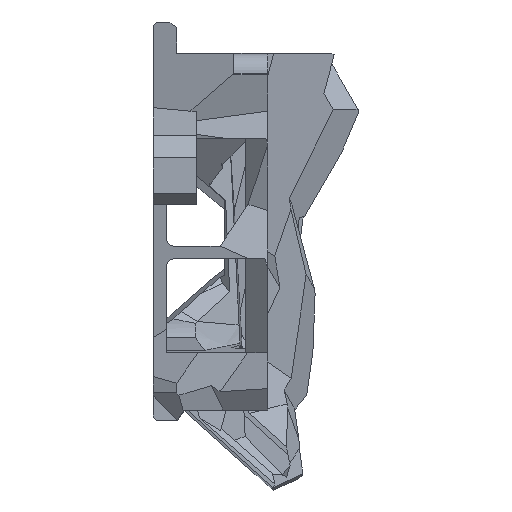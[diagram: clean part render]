
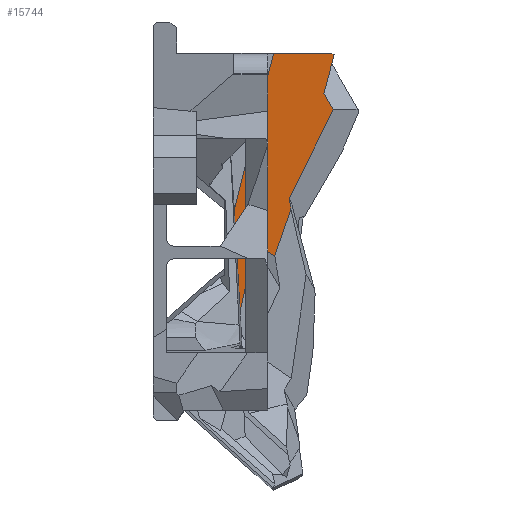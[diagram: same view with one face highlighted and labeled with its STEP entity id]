
A CAD part, left-side view. The second image highlights one B-rep face of the part: STEP entity #15744.
In plain terms, the highlighted planar face has unit normal (-0.997, 0.052, -0.056).
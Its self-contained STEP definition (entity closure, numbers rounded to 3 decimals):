
#107 = EDGE_CURVE ( 'NONE', #6653, #18639, #5393, .T. ) ;
#314 = ORIENTED_EDGE ( 'NONE', *, *, #17908, .T. ) ;
#382 = CARTESIAN_POINT ( 'NONE',  ( 26.91, 1.647, 37.089 ) ) ;
#495 = VERTEX_POINT ( 'NONE', #16392 ) ;
#910 = DIRECTION ( 'NONE',  ( 0.068, 0.258, -0.964 ) ) ;
#1031 = ORIENTED_EDGE ( 'NONE', *, *, #2689, .F. ) ;
#1078 = VECTOR ( 'NONE', #10326, 1000. ) ;
#1093 = VECTOR ( 'NONE', #4867, 1000. ) ;
#1359 = CARTESIAN_POINT ( 'NONE',  ( 25.515, -7.812, 53.14 ) ) ;
#2007 = CARTESIAN_POINT ( 'NONE',  ( 24.901, -14.261, 58.09 ) ) ;
#2256 = CARTESIAN_POINT ( 'NONE',  ( 26.413, -2.979, 41.635 ) ) ;
#2336 = DIRECTION ( 'NONE',  ( 0.07, 0.326, -0.943 ) ) ;
#2563 = CARTESIAN_POINT ( 'NONE',  ( 25.802, 0.643, 55.908 ) ) ;
#2639 = EDGE_CURVE ( 'NONE', #7336, #3549, #5945, .T. ) ;
#2689 = EDGE_CURVE ( 'NONE', #20177, #7336, #6168, .T. ) ;
#2802 = ORIENTED_EDGE ( 'NONE', *, *, #12488, .T. ) ;
#2887 = AXIS2_PLACEMENT_3D ( 'NONE', #3940, #21167, #16945 ) ;
#3021 = CARTESIAN_POINT ( 'NONE',  ( 26.346, -2.78, 43.009 ) ) ;
#3044 = DIRECTION ( 'NONE',  ( -0.019, -0.877, -0.48 ) ) ;
#3207 = VECTOR ( 'NONE', #8861, 1000. ) ;
#3377 = DIRECTION ( 'NONE',  ( 0.073, 0.444, -0.893 ) ) ;
#3537 = CARTESIAN_POINT ( 'NONE',  ( 25.42, -8.389, 54.301 ) ) ;
#3549 = VERTEX_POINT ( 'NONE', #18589 ) ;
#3925 = EDGE_CURVE ( 'NONE', #7665, #6653, #12078, .T. ) ;
#3940 = CARTESIAN_POINT ( 'NONE',  ( 25.873, -3.598, 50.688 ) ) ;
#4322 = VECTOR ( 'NONE', #910, 1000. ) ;
#4867 = DIRECTION ( 'NONE',  ( 0.066, 0.21, -0.975 ) ) ;
#4973 = CARTESIAN_POINT ( 'NONE',  ( 26.64, 0.783, 41.095 ) ) ;
#5393 = LINE ( 'NONE', #17683, #13474 ) ;
#5567 = EDGE_CURVE ( 'NONE', #3549, #495, #21075, .T. ) ;
#5576 = ORIENTED_EDGE ( 'NONE', *, *, #15568, .F. ) ;
#5945 = LINE ( 'NONE', #2563, #7477 ) ;
#6019 = ORIENTED_EDGE ( 'NONE', *, *, #2639, .F. ) ;
#6168 = LINE ( 'NONE', #12988, #11398 ) ;
#6314 = ORIENTED_EDGE ( 'NONE', *, *, #3925, .F. ) ;
#6641 = LINE ( 'NONE', #20379, #1078 ) ;
#6653 = VERTEX_POINT ( 'NONE', #2256 ) ;
#6689 = EDGE_CURVE ( 'NONE', #21603, #21624, #7535, .T. ) ;
#6811 = CARTESIAN_POINT ( 'NONE',  ( 26.854, -0.924, 35.684 ) ) ;
#7336 = VERTEX_POINT ( 'NONE', #11562 ) ;
#7477 = VECTOR ( 'NONE', #11095, 1000. ) ;
#7528 = PLANE ( 'NONE',  #2887 ) ;
#7535 = LINE ( 'NONE', #9321, #4322 ) ;
#7665 = VERTEX_POINT ( 'NONE', #3021 ) ;
#8093 = LINE ( 'NONE', #18154, #20456 ) ;
#8861 = DIRECTION ( 'NONE',  ( 0.018, 0.871, 0.49 ) ) ;
#9321 = CARTESIAN_POINT ( 'NONE',  ( 25.152, -8.001, 59.438 ) ) ;
#10326 = DIRECTION ( 'NONE',  ( 0.022, -0.502, -0.865 ) ) ;
#10578 = ORIENTED_EDGE ( 'NONE', *, *, #6689, .F. ) ;
#10694 = DIRECTION ( 'NONE',  ( -0.052, -0.999, 0. ) ) ;
#11095 = DIRECTION ( 'NONE',  ( -0.067, -0.244, 0.968 ) ) ;
#11398 = VECTOR ( 'NONE', #11528, 1000. ) ;
#11458 = LINE ( 'NONE', #1359, #21420 ) ;
#11528 = DIRECTION ( 'NONE',  ( -0.053, 0.057, 0.997 ) ) ;
#11562 = CARTESIAN_POINT ( 'NONE',  ( 26.792, 4.243, 41.61 ) ) ;
#11930 = EDGE_CURVE ( 'NONE', #16213, #7665, #11458, .T. ) ;
#12078 = LINE ( 'NONE', #13984, #15723 ) ;
#12215 = VECTOR ( 'NONE', #10694, 1000. ) ;
#12488 = EDGE_CURVE ( 'NONE', #21603, #495, #13774, .T. ) ;
#12988 = CARTESIAN_POINT ( 'NONE',  ( 27.635, 3.338, 25.731 ) ) ;
#13474 = VECTOR ( 'NONE', #2336, 1000. ) ;
#13774 = LINE ( 'NONE', #2007, #3207 ) ;
#13901 = ORIENTED_EDGE ( 'NONE', *, *, #107, .F. ) ;
#13984 = CARTESIAN_POINT ( 'NONE',  ( 25.718, -0.901, 55.972 ) ) ;
#14426 = CARTESIAN_POINT ( 'NONE',  ( 25.366, -7.182, 56.382 ) ) ;
#15464 = CARTESIAN_POINT ( 'NONE',  ( 27.487, 3.497, 28.515 ) ) ;
#15568 = EDGE_CURVE ( 'NONE', #18980, #20177, #20289, .T. ) ;
#15723 = VECTOR ( 'NONE', #20675, 1000. ) ;
#15744 = ADVANCED_FACE ( 'NONE', ( #19261 ), #7528, .F. ) ;
#16213 = VERTEX_POINT ( 'NONE', #3537 ) ;
#16301 = CARTESIAN_POINT ( 'NONE',  ( 25.02, -8.507, 61.327 ) ) ;
#16392 = CARTESIAN_POINT ( 'NONE',  ( 25.026, -8.2, 61.5 ) ) ;
#16697 = EDGE_LOOP ( 'NONE', ( #314, #13901, #6314, #20122, #19414, #10578, #2802, #19064, #6019, #1031, #5576 ) ) ;
#16945 = DIRECTION ( 'NONE',  ( 0., -0.731, -0.682 ) ) ;
#17683 = CARTESIAN_POINT ( 'NONE',  ( 26.431, -2.894, 41.387 ) ) ;
#17908 = EDGE_CURVE ( 'NONE', #18980, #18639, #8093, .T. ) ;
#18154 = CARTESIAN_POINT ( 'NONE',  ( 26.874, -0.029, 36.173 ) ) ;
#18589 = CARTESIAN_POINT ( 'NONE',  ( 25.415, -0.765, 61.5 ) ) ;
#18639 = VERTEX_POINT ( 'NONE', #6811 ) ;
#18980 = VERTEX_POINT ( 'NONE', #382 ) ;
#19064 = ORIENTED_EDGE ( 'NONE', *, *, #5567, .F. ) ;
#19183 = CARTESIAN_POINT ( 'NONE',  ( 25.25, -3.924, 61.5 ) ) ;
#19261 = FACE_OUTER_BOUND ( 'NONE', #16697, .T. ) ;
#19414 = ORIENTED_EDGE ( 'NONE', *, *, #20156, .F. ) ;
#20122 = ORIENTED_EDGE ( 'NONE', *, *, #11930, .F. ) ;
#20156 = EDGE_CURVE ( 'NONE', #21624, #16213, #6641, .T. ) ;
#20177 = VERTEX_POINT ( 'NONE', #15464 ) ;
#20289 = LINE ( 'NONE', #4973, #1093 ) ;
#20379 = CARTESIAN_POINT ( 'NONE',  ( 25.358, -6.998, 56.699 ) ) ;
#20456 = VECTOR ( 'NONE', #3044, 1000. ) ;
#20675 = DIRECTION ( 'NONE',  ( 0.048, -0.143, -0.989 ) ) ;
#21075 = LINE ( 'NONE', #19183, #12215 ) ;
#21167 = DIRECTION ( 'NONE',  ( 0.997, -0.052, 0.056 ) ) ;
#21420 = VECTOR ( 'NONE', #3377, 1000. ) ;
#21603 = VERTEX_POINT ( 'NONE', #16301 ) ;
#21624 = VERTEX_POINT ( 'NONE', #14426 ) ;
